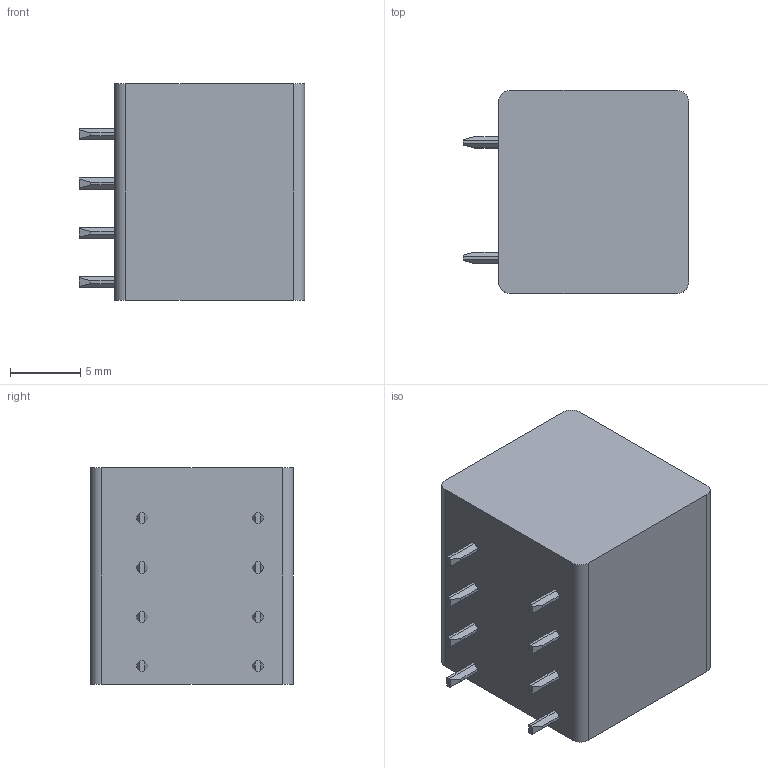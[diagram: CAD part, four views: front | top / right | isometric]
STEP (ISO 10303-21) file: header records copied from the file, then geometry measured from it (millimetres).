
FILE_DESCRIPTION (( 'STEP AP203' ), '1' );
FILE_NAME ('MPX420-350404_20180808.STEP', '2018-08-08T07:49:48', ( 'AcerPC' ), ( 'DECA' ), 'SwSTEP 2.0', 'SolidWorks 2012', '' );
FILE_SCHEMA (( 'CONFIG_CONTROL_DESIGN' ));
Length unit declared in the file: millimetre
Products named in the file (1): MPX420-350404_20180808
Bounding box: 16 x 14.4 x 15.4 mm (x, y, z)
Volume: 2956.2 mm3; surface area: 1326.8 mm2
Topology: 1 solids, 1 shells, 154 faces, 408 edges, 272 vertices
Faces by surface type: plane 130, cylinder 24
Entity records: 4781 total; most frequent: CARTESIAN_POINT 883, ORIENTED_EDGE 816, DIRECTION 734, EDGE_CURVE 408, VECTOR 360, LINE 360, VERTEX_POINT 272, AXIS2_PLACEMENT_3D 187
